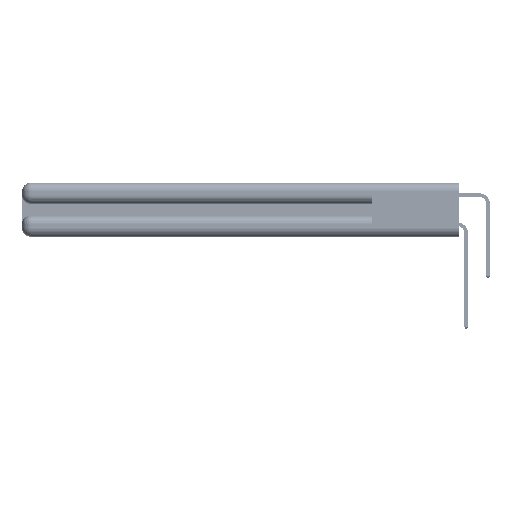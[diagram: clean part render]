
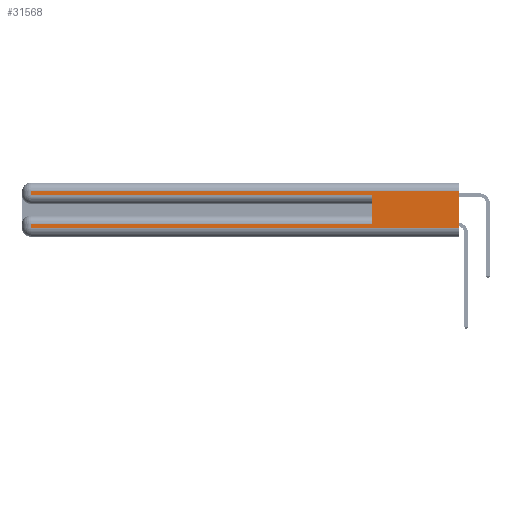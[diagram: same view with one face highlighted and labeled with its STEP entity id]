
A CAD part, left-side view. The second image highlights one B-rep face of the part: STEP entity #31568.
In plain terms, the highlighted planar face has unit normal (-1, 0, 0).
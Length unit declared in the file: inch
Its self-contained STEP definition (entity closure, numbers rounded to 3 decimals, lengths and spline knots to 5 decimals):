
#1692 = AXIS2_PLACEMENT_3D ( 'NONE', #34003, #46322, #21694 ) ;
#1756 = CARTESIAN_POINT ( 'NONE',  ( 0., 0., 0.37 ) ) ;
#1780 = CARTESIAN_POINT ( 'NONE',  ( 0., 2.94, 0.37 ) ) ;
#1821 = DIRECTION ( 'NONE',  ( 0., 0., 1. ) ) ;
#1967 = CARTESIAN_POINT ( 'NONE',  ( 0., 0.6, 0.285 ) ) ;
#4454 = FACE_OUTER_BOUND ( 'NONE', #15845, .T. ) ;
#4533 = EDGE_CURVE ( 'NONE', #37236, #24281, #7718, .T. ) ;
#4585 = CARTESIAN_POINT ( 'NONE',  ( 0., 0., 0.285 ) ) ;
#5100 = ORIENTED_EDGE ( 'NONE', *, *, #51544, .T. ) ;
#5168 = VECTOR ( 'NONE', #5950, 39.37008 ) ;
#5950 = DIRECTION ( 'NONE',  ( 0., 0., -1. ) ) ;
#7098 = VECTOR ( 'NONE', #1821, 39.37008 ) ;
#7679 = VECTOR ( 'NONE', #10085, 39.37008 ) ;
#7697 = ORIENTED_EDGE ( 'NONE', *, *, #26874, .T. ) ;
#7718 = LINE ( 'NONE', #41063, #28587 ) ;
#8747 = DIRECTION ( 'NONE',  ( 0., -1., 0. ) ) ;
#10085 = DIRECTION ( 'NONE',  ( 0., 0., -1. ) ) ;
#12235 = LINE ( 'NONE', #4585, #22078 ) ;
#13008 = DIRECTION ( 'NONE',  ( 0., 1., 0. ) ) ;
#14075 = VECTOR ( 'NONE', #44624, 39.37008 ) ;
#14239 = VERTEX_POINT ( 'NONE', #48821 ) ;
#14626 = EDGE_CURVE ( 'NONE', #14239, #39474, #50981, .T. ) ;
#15351 = EDGE_CURVE ( 'NONE', #50430, #24281, #18800, .T. ) ;
#15458 = ORIENTED_EDGE ( 'NONE', *, *, #15351, .F. ) ;
#15845 = EDGE_LOOP ( 'NONE', ( #15458, #37516, #30459, #31757, #35634, #5100, #7697, #31136 ) ) ;
#17501 = PLANE ( 'NONE',  #1692 ) ;
#18800 = LINE ( 'NONE', #1756, #7679 ) ;
#20523 = DIRECTION ( 'NONE',  ( 0., -1., 0. ) ) ;
#21694 = DIRECTION ( 'NONE',  ( 0., 0., -1. ) ) ;
#22078 = VECTOR ( 'NONE', #8747, 39.37008 ) ;
#24281 = VERTEX_POINT ( 'NONE', #35785 ) ;
#24816 = EDGE_CURVE ( 'NONE', #51244, #31001, #32487, .T. ) ;
#26874 = EDGE_CURVE ( 'NONE', #46302, #37236, #53260, .T. ) ;
#27725 = CARTESIAN_POINT ( 'NONE',  ( 0., 0., 0.31 ) ) ;
#28587 = VECTOR ( 'NONE', #20523, 39.37008 ) ;
#30459 = ORIENTED_EDGE ( 'NONE', *, *, #24816, .T. ) ;
#31001 = VERTEX_POINT ( 'NONE', #41915 ) ;
#31136 = ORIENTED_EDGE ( 'NONE', *, *, #4533, .T. ) ;
#31568 = ADVANCED_FACE ( 'NONE', ( #4454 ), #17501, .F. ) ;
#31757 = ORIENTED_EDGE ( 'NONE', *, *, #42361, .T. ) ;
#32487 = LINE ( 'NONE', #1780, #5168 ) ;
#32848 = VECTOR ( 'NONE', #49619, 39.37008 ) ;
#34003 = CARTESIAN_POINT ( 'NONE',  ( 0., 0., 0.37 ) ) ;
#35060 = CARTESIAN_POINT ( 'NONE',  ( 0., 0.6, 0.145 ) ) ;
#35634 = ORIENTED_EDGE ( 'NONE', *, *, #14626, .F. ) ;
#35785 = CARTESIAN_POINT ( 'NONE',  ( 0., 0., 0.06 ) ) ;
#37236 = VERTEX_POINT ( 'NONE', #42034 ) ;
#37461 = LINE ( 'NONE', #40526, #14075 ) ;
#37516 = ORIENTED_EDGE ( 'NONE', *, *, #44080, .T. ) ;
#39474 = VERTEX_POINT ( 'NONE', #1967 ) ;
#39968 = VECTOR ( 'NONE', #13008, 39.37008 ) ;
#40526 = CARTESIAN_POINT ( 'NONE',  ( 0., 0., 0.31 ) ) ;
#41063 = CARTESIAN_POINT ( 'NONE',  ( 0., 0., 0.06 ) ) ;
#41915 = CARTESIAN_POINT ( 'NONE',  ( 0., 2.94, 0.285 ) ) ;
#42034 = CARTESIAN_POINT ( 'NONE',  ( 0., 2.94, 0.06 ) ) ;
#42361 = EDGE_CURVE ( 'NONE', #31001, #39474, #12235, .T. ) ;
#44080 = EDGE_CURVE ( 'NONE', #50430, #51244, #37461, .T. ) ;
#44624 = DIRECTION ( 'NONE',  ( 0., 1., 0. ) ) ;
#45577 = CARTESIAN_POINT ( 'NONE',  ( 0., 2.94, 0.37 ) ) ;
#46080 = CARTESIAN_POINT ( 'NONE',  ( 0., 0., 0.085 ) ) ;
#46302 = VERTEX_POINT ( 'NONE', #51717 ) ;
#46322 = DIRECTION ( 'NONE',  ( 1., 0., 0. ) ) ;
#48821 = CARTESIAN_POINT ( 'NONE',  ( 0., 0.6, 0.085 ) ) ;
#49619 = DIRECTION ( 'NONE',  ( 0., 0., -1. ) ) ;
#50430 = VERTEX_POINT ( 'NONE', #27725 ) ;
#50981 = LINE ( 'NONE', #35060, #7098 ) ;
#51244 = VERTEX_POINT ( 'NONE', #53196 ) ;
#51544 = EDGE_CURVE ( 'NONE', #14239, #46302, #52043, .T. ) ;
#51717 = CARTESIAN_POINT ( 'NONE',  ( 0., 2.94, 0.085 ) ) ;
#52043 = LINE ( 'NONE', #46080, #39968 ) ;
#53196 = CARTESIAN_POINT ( 'NONE',  ( 0., 2.94, 0.31 ) ) ;
#53260 = LINE ( 'NONE', #45577, #32848 ) ;
